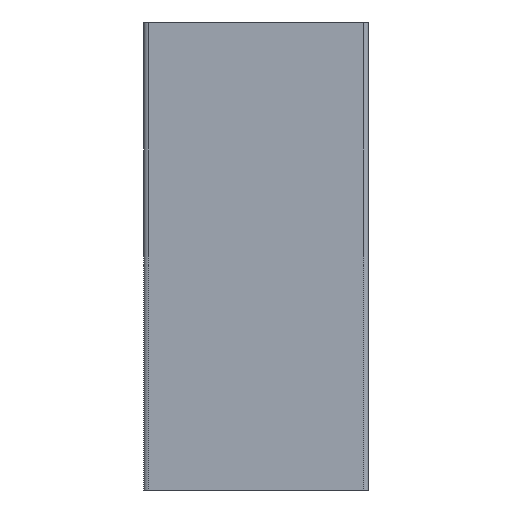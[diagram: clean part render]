
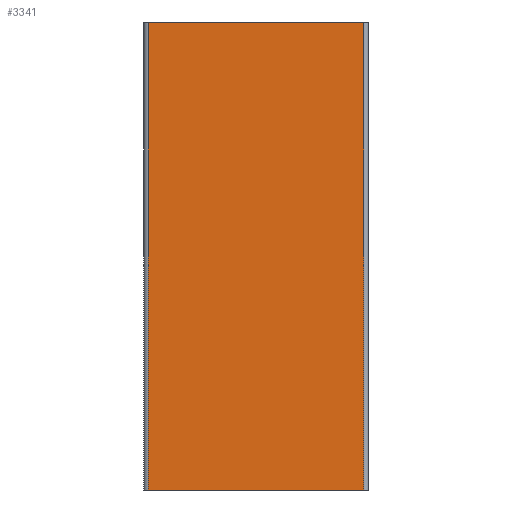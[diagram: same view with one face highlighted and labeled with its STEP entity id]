
A CAD part, left-side view. The second image highlights one B-rep face of the part: STEP entity #3341.
In plain terms, the highlighted planar face has unit normal (-1, 0, 0).
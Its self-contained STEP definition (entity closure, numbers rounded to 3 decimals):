
#531 = LINE ( 'NONE', #2765, #7029 ) ;
#560 = CARTESIAN_POINT ( 'NONE',  ( -32.5, -18.175, -40.137 ) ) ;
#826 = CARTESIAN_POINT ( 'NONE',  ( -32.5, -18.175, 9.863 ) ) ;
#975 = LINE ( 'NONE', #4801, #1797 ) ;
#1420 = EDGE_CURVE ( 'NONE', #5355, #3444, #3195, .T. ) ;
#1797 = VECTOR ( 'NONE', #2044, 1000. ) ;
#1839 = CARTESIAN_POINT ( 'NONE',  ( -32.5, -18.175, 9.863 ) ) ;
#1921 = CARTESIAN_POINT ( 'NONE',  ( -32.5, 4.835, -40.137 ) ) ;
#2044 = DIRECTION ( 'NONE',  ( 0., 1., 0. ) ) ;
#2737 = DIRECTION ( 'NONE',  ( -1., 0., 0. ) ) ;
#2765 = CARTESIAN_POINT ( 'NONE',  ( -32.5, 4.835, 9.863 ) ) ;
#2796 = DIRECTION ( 'NONE',  ( 0., 0., -1. ) ) ;
#3068 = FACE_OUTER_BOUND ( 'NONE', #7093, .T. ) ;
#3102 = EDGE_CURVE ( 'NONE', #4063, #4766, #975, .T. ) ;
#3195 = LINE ( 'NONE', #5286, #6364 ) ;
#3288 = CARTESIAN_POINT ( 'NONE',  ( -32.5, 4.835, 9.863 ) ) ;
#3341 = ADVANCED_FACE ( 'NONE', ( #3068 ), #5276, .T. ) ;
#3444 = VERTEX_POINT ( 'NONE', #3821 ) ;
#3821 = CARTESIAN_POINT ( 'NONE',  ( -32.5, 4.835, 9.863 ) ) ;
#3856 = DIRECTION ( 'NONE',  ( 0., 1., 0. ) ) ;
#3947 = ORIENTED_EDGE ( 'NONE', *, *, #3102, .F. ) ;
#4063 = VERTEX_POINT ( 'NONE', #560 ) ;
#4295 = DIRECTION ( 'NONE',  ( 0., 1., 0. ) ) ;
#4389 = DIRECTION ( 'NONE',  ( 0., 0., -1. ) ) ;
#4766 = VERTEX_POINT ( 'NONE', #1921 ) ;
#4801 = CARTESIAN_POINT ( 'NONE',  ( -32.5, -18.175, -40.137 ) ) ;
#5019 = ORIENTED_EDGE ( 'NONE', *, *, #1420, .T. ) ;
#5191 = EDGE_CURVE ( 'NONE', #3444, #4766, #531, .T. ) ;
#5276 = PLANE ( 'NONE',  #5510 ) ;
#5286 = CARTESIAN_POINT ( 'NONE',  ( -32.5, -18.175, 9.863 ) ) ;
#5335 = ORIENTED_EDGE ( 'NONE', *, *, #5191, .T. ) ;
#5355 = VERTEX_POINT ( 'NONE', #826 ) ;
#5510 = AXIS2_PLACEMENT_3D ( 'NONE', #3288, #2737, #3856 ) ;
#5651 = ORIENTED_EDGE ( 'NONE', *, *, #7134, .F. ) ;
#6364 = VECTOR ( 'NONE', #4295, 1000. ) ;
#6816 = LINE ( 'NONE', #1839, #6836 ) ;
#6836 = VECTOR ( 'NONE', #2796, 1000. ) ;
#7029 = VECTOR ( 'NONE', #4389, 1000. ) ;
#7093 = EDGE_LOOP ( 'NONE', ( #5335, #3947, #5651, #5019 ) ) ;
#7134 = EDGE_CURVE ( 'NONE', #5355, #4063, #6816, .T. ) ;
